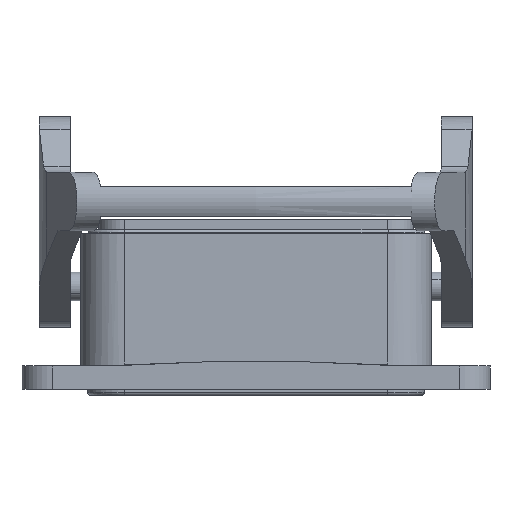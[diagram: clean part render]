
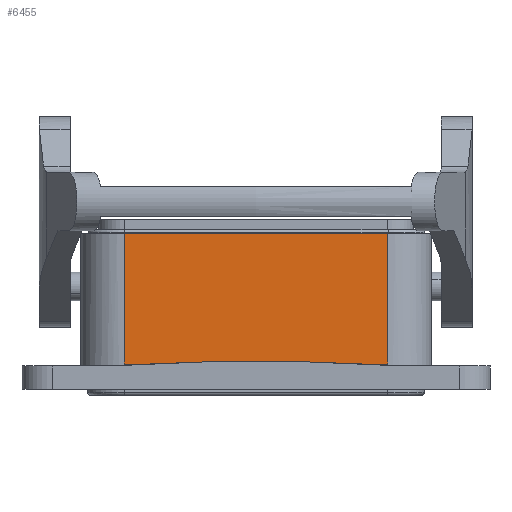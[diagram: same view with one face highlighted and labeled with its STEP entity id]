
A CAD part, left-side view. The second image highlights one B-rep face of the part: STEP entity #6455.
In plain terms, the highlighted planar face has unit normal (-1, 0, 0).
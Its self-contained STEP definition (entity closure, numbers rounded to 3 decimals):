
#6435=AXIS2_PLACEMENT_3D('Plane Axis2P3D',#6432,#6433,#6434) ;
#6446=AXIS2_PLACEMENT_3D('Circle Axis2P3D',#6444,#6445,$) ;
#5794=CARTESIAN_POINT('Vertex',(20.,17.5,27.6)) ;
#5916=CARTESIAN_POINT('Vertex',(20.,62.5,27.6)) ;
#5919=CARTESIAN_POINT('Line Origine',(20.,40.,27.6)) ;
#6215=CARTESIAN_POINT('Vertex',(20.,17.5,5.167)) ;
#6223=CARTESIAN_POINT('Line Origine',(20.,17.5,25.45)) ;
#6432=CARTESIAN_POINT('Axis2P3D Location',(20.,10.,23.3)) ;
#6437=CARTESIAN_POINT('Line Origine',(20.,62.5,16.383)) ;
#6441=CARTESIAN_POINT('Vertex',(20.,62.5,5.167)) ;
#6444=CARTESIAN_POINT('Axis2P3D Location',(20.,40.,-394.2)) ;
#5920=DIRECTION('Vector Direction',(0.,1.,0.)) ;
#6224=DIRECTION('Vector Direction',(0.,0.,1.)) ;
#6433=DIRECTION('Axis2P3D Direction',(-1.,0.,0.)) ;
#6434=DIRECTION('Axis2P3D XDirection',(0.,1.,0.)) ;
#6438=DIRECTION('Vector Direction',(0.,0.,-1.)) ;
#6445=DIRECTION('Axis2P3D Direction',(-1.,0.,0.)) ;
#5921=VECTOR('Line Direction',#5920,1.) ;
#6225=VECTOR('Line Direction',#6224,1.) ;
#6439=VECTOR('Line Direction',#6438,1.) ;
#6450=ORIENTED_EDGE('',*,*,#6227,.F.) ;
#6451=ORIENTED_EDGE('',*,*,#5923,.T.) ;
#6452=ORIENTED_EDGE('',*,*,#6443,.T.) ;
#6453=ORIENTED_EDGE('',*,*,#6448,.F.) ;
#6455=ADVANCED_FACE('Hauptk\X2\00F6\X0\rper',(#6454),#6436,.T.) ;
#6447=CIRCLE('generated circle',#6446,400.) ;
#5923=EDGE_CURVE('',#5795,#5917,#5922,.T.) ;
#6227=EDGE_CURVE('',#5795,#6216,#6226,.F.) ;
#6443=EDGE_CURVE('',#5917,#6442,#6440,.T.) ;
#6448=EDGE_CURVE('',#6216,#6442,#6447,.T.) ;
#6449=EDGE_LOOP('',(#6450,#6451,#6452,#6453)) ;
#6454=FACE_OUTER_BOUND('',#6449,.T.) ;
#5922=LINE('Line',#5919,#5921) ;
#6226=LINE('Line',#6223,#6225) ;
#6440=LINE('Line',#6437,#6439) ;
#6436=PLANE('',#6435) ;
#5795=VERTEX_POINT('',#5794) ;
#5917=VERTEX_POINT('',#5916) ;
#6216=VERTEX_POINT('',#6215) ;
#6442=VERTEX_POINT('',#6441) ;
